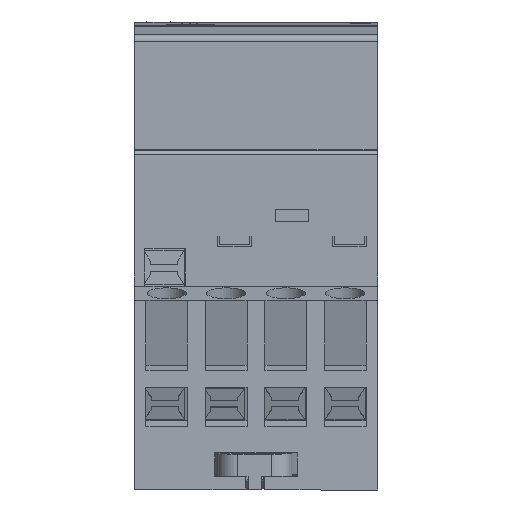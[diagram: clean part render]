
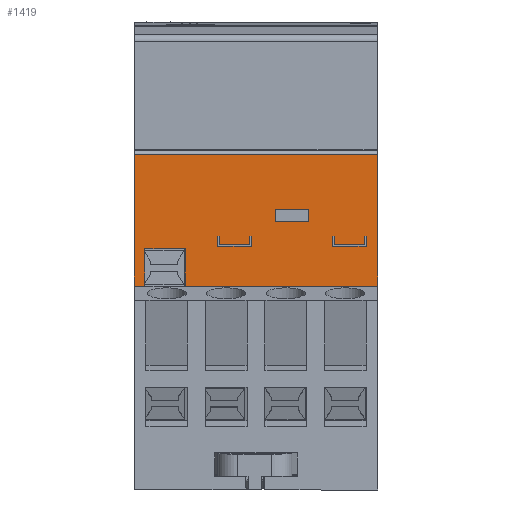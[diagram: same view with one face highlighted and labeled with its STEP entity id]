
A CAD part, left-side view. The second image highlights one B-rep face of the part: STEP entity #1419.
In plain terms, the highlighted face is planar.
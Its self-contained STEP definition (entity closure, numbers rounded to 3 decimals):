
#1419=ADVANCED_FACE('',(#7524,#7526,#7528,#7530),#7532,.T.);
#7524=FACE_BOUND('',#7525,.T.);
#7525=EDGE_LOOP('',(#16739,#16740,#16741,#16742,#16743,#16744,#16745,#16746));
#7526=FACE_BOUND('',#7527,.T.);
#7527=EDGE_LOOP('',(#16747,#16748,#16749,#16750,#16751,#16752,#16753,#16754));
#7528=FACE_BOUND('',#7529,.T.);
#7529=EDGE_LOOP('',(#16755,#16756,#16757,#16758,#16759,#16760,#16761,#16762));
#7530=FACE_BOUND('',#7531,.T.);
#7531=EDGE_LOOP('',(#16763,#16764,#16765,#16766));
#7532=PLANE('',#7533);
#7533=AXIS2_PLACEMENT_3D('',#7534,#7535,#7536);
#7534=CARTESIAN_POINT('',(182.651,0.,-0.918));
#7535=DIRECTION('',(1.,0.,0.));
#7536=DIRECTION('',(0.,0.,-1.));
#16739=ORIENTED_EDGE('',*,*,#25069,.T.);
#16740=ORIENTED_EDGE('',*,*,#25070,.T.);
#16741=ORIENTED_EDGE('',*,*,#25057,.T.);
#16742=ORIENTED_EDGE('',*,*,#25071,.F.);
#16743=ORIENTED_EDGE('',*,*,#25072,.F.);
#16744=ORIENTED_EDGE('',*,*,#25073,.T.);
#16745=ORIENTED_EDGE('',*,*,#25045,.T.);
#16746=ORIENTED_EDGE('',*,*,#25074,.T.);
#16747=ORIENTED_EDGE('',*,*,#25075,.T.);
#16748=ORIENTED_EDGE('',*,*,#25076,.T.);
#16749=ORIENTED_EDGE('',*,*,#25077,.T.);
#16750=ORIENTED_EDGE('',*,*,#25078,.T.);
#16751=ORIENTED_EDGE('',*,*,#25079,.T.);
#16752=ORIENTED_EDGE('',*,*,#25080,.T.);
#16753=ORIENTED_EDGE('',*,*,#25081,.T.);
#16754=ORIENTED_EDGE('',*,*,#25082,.T.);
#16755=ORIENTED_EDGE('',*,*,#25083,.T.);
#16756=ORIENTED_EDGE('',*,*,#25084,.T.);
#16757=ORIENTED_EDGE('',*,*,#25085,.T.);
#16758=ORIENTED_EDGE('',*,*,#25086,.T.);
#16759=ORIENTED_EDGE('',*,*,#25087,.T.);
#16760=ORIENTED_EDGE('',*,*,#25088,.T.);
#16761=ORIENTED_EDGE('',*,*,#25089,.T.);
#16762=ORIENTED_EDGE('',*,*,#25090,.T.);
#16763=ORIENTED_EDGE('',*,*,#25091,.T.);
#16764=ORIENTED_EDGE('',*,*,#25092,.T.);
#16765=ORIENTED_EDGE('',*,*,#25093,.T.);
#16766=ORIENTED_EDGE('',*,*,#25094,.T.);
#25045=EDGE_CURVE('',#29378,#29376,#29379,.T.);
#25057=EDGE_CURVE('',#29375,#29400,#29402,.T.);
#25069=EDGE_CURVE('',#29424,#29425,#29426,.F.);
#25070=EDGE_CURVE('',#29425,#29375,#29427,.F.);
#25071=EDGE_CURVE('',#29428,#29400,#29429,.T.);
#25072=EDGE_CURVE('',#29430,#29428,#29431,.T.);
#25073=EDGE_CURVE('',#29430,#29378,#29432,.T.);
#25074=EDGE_CURVE('',#29376,#29424,#29433,.F.);
#25075=EDGE_CURVE('',#29434,#29435,#29436,.F.);
#25076=EDGE_CURVE('',#29435,#29437,#29438,.F.);
#25077=EDGE_CURVE('',#29437,#29439,#29440,.F.);
#25078=EDGE_CURVE('',#29439,#29441,#29442,.F.);
#25079=EDGE_CURVE('',#29441,#29443,#29444,.F.);
#25080=EDGE_CURVE('',#29443,#29445,#29446,.F.);
#25081=EDGE_CURVE('',#29445,#29447,#29448,.F.);
#25082=EDGE_CURVE('',#29447,#29434,#29449,.F.);
#25083=EDGE_CURVE('',#29450,#29451,#29452,.F.);
#25084=EDGE_CURVE('',#29451,#29453,#29454,.F.);
#25085=EDGE_CURVE('',#29453,#29455,#29456,.F.);
#25086=EDGE_CURVE('',#29455,#29457,#29458,.F.);
#25087=EDGE_CURVE('',#29457,#29459,#29460,.F.);
#25088=EDGE_CURVE('',#29459,#29461,#29462,.F.);
#25089=EDGE_CURVE('',#29461,#29463,#29464,.F.);
#25090=EDGE_CURVE('',#29463,#29450,#29465,.F.);
#25091=EDGE_CURVE('',#29466,#29467,#29468,.F.);
#25092=EDGE_CURVE('',#29467,#29469,#29470,.F.);
#25093=EDGE_CURVE('',#29469,#29471,#29472,.F.);
#25094=EDGE_CURVE('',#29471,#29466,#29473,.F.);
#29375=VERTEX_POINT('',#37571);
#29376=VERTEX_POINT('',#37572);
#29378=VERTEX_POINT('',#37576);
#29379=LINE('',#37577,#37578);
#29400=VERTEX_POINT('',#37620);
#29402=LINE('',#37624,#37625);
#29424=VERTEX_POINT('',#37678);
#29425=VERTEX_POINT('',#37679);
#29426=LINE('',#37680,#37681);
#29427=LINE('',#37683,#37684);
#29428=VERTEX_POINT('',#37686);
#29429=LINE('',#37687,#37688);
#29430=VERTEX_POINT('',#37690);
#29431=LINE('',#37691,#37692);
#29432=LINE('',#37694,#37695);
#29433=LINE('',#37697,#37698);
#29434=VERTEX_POINT('',#37700);
#29435=VERTEX_POINT('',#37701);
#29436=LINE('',#37702,#37703);
#29437=VERTEX_POINT('',#37705);
#29438=LINE('',#37706,#37707);
#29439=VERTEX_POINT('',#37709);
#29440=LINE('',#37710,#37711);
#29441=VERTEX_POINT('',#37713);
#29442=LINE('',#37714,#37715);
#29443=VERTEX_POINT('',#37717);
#29444=LINE('',#37718,#37719);
#29445=VERTEX_POINT('',#37721);
#29446=LINE('',#37722,#37723);
#29447=VERTEX_POINT('',#37725);
#29448=LINE('',#37726,#37727);
#29449=LINE('',#37729,#37730);
#29450=VERTEX_POINT('',#37732);
#29451=VERTEX_POINT('',#37733);
#29452=LINE('',#37734,#37735);
#29453=VERTEX_POINT('',#37737);
#29454=LINE('',#37738,#37739);
#29455=VERTEX_POINT('',#37741);
#29456=LINE('',#37742,#37743);
#29457=VERTEX_POINT('',#37745);
#29458=LINE('',#37746,#37747);
#29459=VERTEX_POINT('',#37749);
#29460=LINE('',#37750,#37751);
#29461=VERTEX_POINT('',#37753);
#29462=LINE('',#37754,#37755);
#29463=VERTEX_POINT('',#37757);
#29464=LINE('',#37758,#37759);
#29465=LINE('',#37761,#37762);
#29466=VERTEX_POINT('',#37764);
#29467=VERTEX_POINT('',#37765);
#29468=LINE('',#37766,#37767);
#29469=VERTEX_POINT('',#37769);
#29470=LINE('',#37770,#37771);
#29471=VERTEX_POINT('',#37773);
#29472=LINE('',#37774,#37775);
#29473=LINE('',#37777,#37778);
#37571=CARTESIAN_POINT('',(182.651,7.536,-20.918));
#37572=CARTESIAN_POINT('',(182.651,1.542,-20.918));
#37576=CARTESIAN_POINT('',(182.651,0.,-20.918));
#37577=CARTESIAN_POINT('',(182.651,0.,-20.918));
#37578=VECTOR('',#37579,1.);
#37579=DIRECTION('',(0.,1.,0.));
#37620=CARTESIAN_POINT('',(182.651,36.,-20.918));
#37624=CARTESIAN_POINT('',(182.651,7.536,-20.918));
#37625=VECTOR('',#37626,1.);
#37626=DIRECTION('',(0.,1.,0.));
#37678=CARTESIAN_POINT('',(182.651,1.542,-15.418));
#37679=CARTESIAN_POINT('',(182.651,7.536,-15.418));
#37680=CARTESIAN_POINT('',(182.651,7.536,-15.418));
#37681=VECTOR('',#37682,1.);
#37682=DIRECTION('',(0.,-1.,0.));
#37683=CARTESIAN_POINT('',(182.651,7.536,-20.918));
#37684=VECTOR('',#37685,1.);
#37685=DIRECTION('',(0.,0.,1.));
#37686=CARTESIAN_POINT('',(182.651,36.,-1.418));
#37687=CARTESIAN_POINT('',(182.651,36.,-1.418));
#37688=VECTOR('',#37689,1.);
#37689=DIRECTION('',(0.,0.,-1.));
#37690=CARTESIAN_POINT('',(182.651,0.,-1.418));
#37691=CARTESIAN_POINT('',(182.651,0.,-1.418));
#37692=VECTOR('',#37693,1.);
#37693=DIRECTION('',(0.,1.,0.));
#37694=CARTESIAN_POINT('',(182.651,0.,-1.418));
#37695=VECTOR('',#37696,1.);
#37696=DIRECTION('',(0.,0.,-1.));
#37697=CARTESIAN_POINT('',(182.651,1.542,-15.418));
#37698=VECTOR('',#37699,1.);
#37699=DIRECTION('',(0.,0.,-1.));
#37700=CARTESIAN_POINT('',(182.651,29.57,-14.79));
#37701=CARTESIAN_POINT('',(182.651,34.07,-14.79));
#37702=CARTESIAN_POINT('',(182.651,34.07,-14.79));
#37703=VECTOR('',#37704,1.);
#37704=DIRECTION('',(0.,-1.,0.));
#37705=CARTESIAN_POINT('',(182.651,34.07,-13.54));
#37706=CARTESIAN_POINT('',(182.651,34.07,-13.54));
#37707=VECTOR('',#37708,1.);
#37708=DIRECTION('',(0.,0.,-1.));
#37709=CARTESIAN_POINT('',(182.651,34.32,-13.54));
#37710=CARTESIAN_POINT('',(182.651,34.32,-13.54));
#37711=VECTOR('',#37712,1.);
#37712=DIRECTION('',(0.,-1.,0.));
#37713=CARTESIAN_POINT('',(182.651,34.32,-15.04));
#37714=CARTESIAN_POINT('',(182.651,34.32,-15.04));
#37715=VECTOR('',#37716,1.);
#37716=DIRECTION('',(0.,0.,1.));
#37717=CARTESIAN_POINT('',(182.651,29.32,-15.04));
#37718=CARTESIAN_POINT('',(182.651,29.32,-15.04));
#37719=VECTOR('',#37720,1.);
#37720=DIRECTION('',(0.,1.,0.));
#37721=CARTESIAN_POINT('',(182.651,29.32,-13.54));
#37722=CARTESIAN_POINT('',(182.651,29.32,-13.54));
#37723=VECTOR('',#37724,1.);
#37724=DIRECTION('',(0.,0.,-1.));
#37725=CARTESIAN_POINT('',(182.651,29.57,-13.54));
#37726=CARTESIAN_POINT('',(182.651,29.57,-13.54));
#37727=VECTOR('',#37728,1.);
#37728=DIRECTION('',(0.,-1.,0.));
#37729=CARTESIAN_POINT('',(182.651,29.57,-14.79));
#37730=VECTOR('',#37731,1.);
#37731=DIRECTION('',(0.,0.,1.));
#37732=CARTESIAN_POINT('',(182.651,12.57,-14.79));
#37733=CARTESIAN_POINT('',(182.651,17.07,-14.79));
#37734=CARTESIAN_POINT('',(182.651,17.07,-14.79));
#37735=VECTOR('',#37736,1.);
#37736=DIRECTION('',(0.,-1.,0.));
#37737=CARTESIAN_POINT('',(182.651,17.07,-13.54));
#37738=CARTESIAN_POINT('',(182.651,17.07,-13.54));
#37739=VECTOR('',#37740,1.);
#37740=DIRECTION('',(0.,0.,-1.));
#37741=CARTESIAN_POINT('',(182.651,17.32,-13.54));
#37742=CARTESIAN_POINT('',(182.651,17.32,-13.54));
#37743=VECTOR('',#37744,1.);
#37744=DIRECTION('',(0.,-1.,0.));
#37745=CARTESIAN_POINT('',(182.651,17.32,-15.04));
#37746=CARTESIAN_POINT('',(182.651,17.32,-15.04));
#37747=VECTOR('',#37748,1.);
#37748=DIRECTION('',(0.,0.,1.));
#37749=CARTESIAN_POINT('',(182.651,12.32,-15.04));
#37750=CARTESIAN_POINT('',(182.651,12.32,-15.04));
#37751=VECTOR('',#37752,1.);
#37752=DIRECTION('',(0.,1.,0.));
#37753=CARTESIAN_POINT('',(182.651,12.32,-13.54));
#37754=CARTESIAN_POINT('',(182.651,12.32,-13.54));
#37755=VECTOR('',#37756,1.);
#37756=DIRECTION('',(0.,0.,-1.));
#37757=CARTESIAN_POINT('',(182.651,12.57,-13.54));
#37758=CARTESIAN_POINT('',(182.651,12.57,-13.54));
#37759=VECTOR('',#37760,1.);
#37760=DIRECTION('',(0.,-1.,0.));
#37761=CARTESIAN_POINT('',(182.651,12.57,-14.79));
#37762=VECTOR('',#37763,1.);
#37763=DIRECTION('',(0.,0.,1.));
#37764=CARTESIAN_POINT('',(182.651,20.82,-9.629));
#37765=CARTESIAN_POINT('',(182.651,25.82,-9.629));
#37766=CARTESIAN_POINT('',(182.651,25.82,-9.629));
#37767=VECTOR('',#37768,1.);
#37768=DIRECTION('',(0.,-1.,0.));
#37769=CARTESIAN_POINT('',(182.651,25.82,-11.429));
#37770=CARTESIAN_POINT('',(182.651,25.82,-11.429));
#37771=VECTOR('',#37772,1.);
#37772=DIRECTION('',(0.,0.,1.));
#37773=CARTESIAN_POINT('',(182.651,20.82,-11.429));
#37774=CARTESIAN_POINT('',(182.651,20.82,-11.429));
#37775=VECTOR('',#37776,1.);
#37776=DIRECTION('',(0.,1.,0.));
#37777=CARTESIAN_POINT('',(182.651,20.82,-9.629));
#37778=VECTOR('',#37779,1.);
#37779=DIRECTION('',(0.,0.,-1.));
